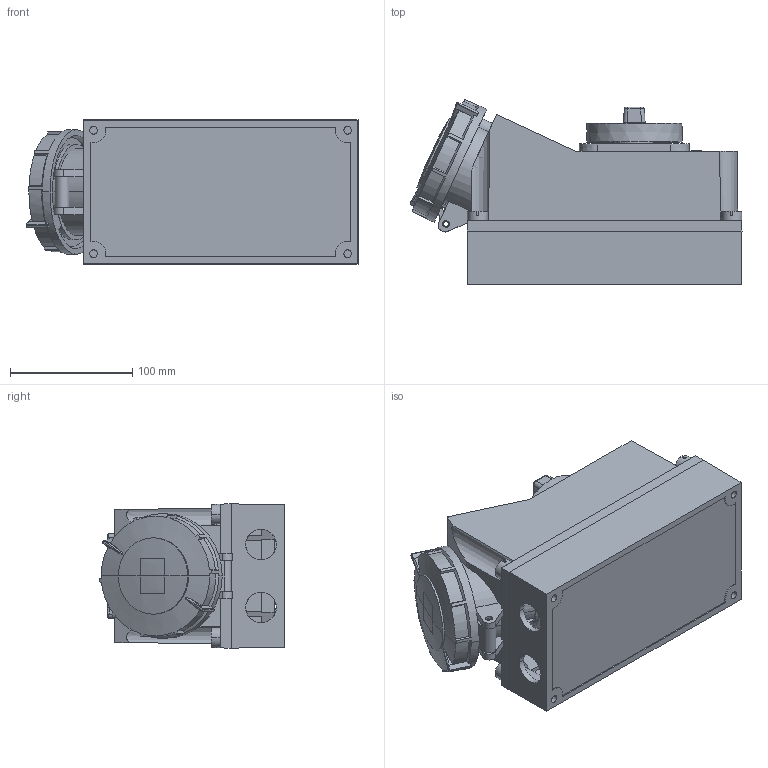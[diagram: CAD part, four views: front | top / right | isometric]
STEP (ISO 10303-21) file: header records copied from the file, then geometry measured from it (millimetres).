
FILE_DESCRIPTION (( 'STEP AP214' ), '1' );
FILE_NAME ('PSR12-032-5-5-67 Ðîçåòêà ñ ìåõ. áëîê. ÑÑÈ-825 32À-6÷ 380Â 3P+PE+N IP67 IEK.STEP', '2025-01-23T13:07:38', ( '' ), ( '' ), 'SwSTEP 2.0', 'SolidWorks 2022', '' );
FILE_SCHEMA (( 'AUTOMOTIVE_DESIGN' ));
Length unit declared in the file: millimetre
Products named in the file (1): PSR12-032-5-5-67 Розетка с мех. блок. ССИ-825 32А-6ч 380В 3P+PE+N IP67 IEK
Bounding box: 271.82 x 151.92 x 118 mm (x, y, z)
Volume: 1135527.6 mm3; surface area: 408328.4 mm2
Topology: 3 solids, 6 shells, 1002 faces, 2738 edges, 1826 vertices
Faces by surface type: plane 542, cylinder 237, bspline 104, cone 100, torus 14, sphere 5
Entity records: 41531 total; most frequent: CARTESIAN_POINT 17091, ORIENTED_EDGE 5466, DIRECTION 4511, EDGE_CURVE 2733, VERTEX_POINT 1823, AXIS2_PLACEMENT_3D 1552, VECTOR 1407, LINE 1407
